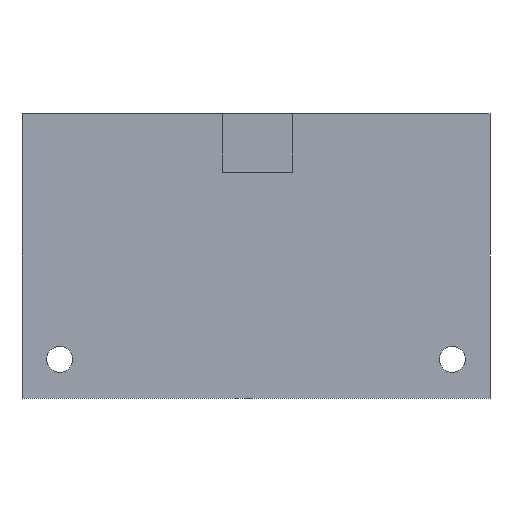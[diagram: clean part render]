
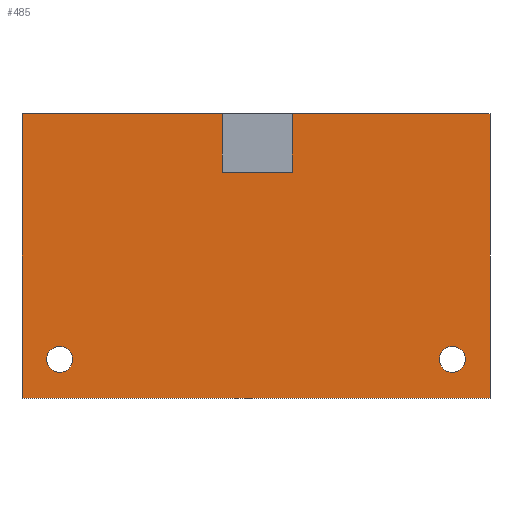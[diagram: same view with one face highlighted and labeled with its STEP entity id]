
A CAD part, front view. The second image highlights one B-rep face of the part: STEP entity #485.
In plain terms, the highlighted planar face has unit normal (0, -1, 0).
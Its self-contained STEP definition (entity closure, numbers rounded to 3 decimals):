
#16=FACE_BOUND('',#53,.T.);
#17=FACE_BOUND('',#54,.T.);
#20=CIRCLE('',#524,1.);
#21=CIRCLE('',#525,1.);
#28=FACE_OUTER_BOUND('',#52,.T.);
#52=EDGE_LOOP('',(#326,#327,#328,#329,#330,#331,#332,#333));
#53=EDGE_LOOP('',(#334));
#54=EDGE_LOOP('',(#335));
#76=LINE('',#671,#138);
#80=LINE('',#680,#142);
#84=LINE('',#687,#146);
#87=LINE('',#693,#149);
#88=LINE('',#695,#150);
#89=LINE('',#697,#151);
#90=LINE('',#699,#152);
#91=LINE('',#700,#153);
#138=VECTOR('',#551,10.);
#142=VECTOR('',#557,10.);
#146=VECTOR('',#563,10.);
#149=VECTOR('',#570,10.);
#150=VECTOR('',#571,10.);
#151=VECTOR('',#572,10.);
#152=VECTOR('',#573,10.);
#153=VECTOR('',#574,10.);
#200=VERTEX_POINT('',#669);
#201=VERTEX_POINT('',#670);
#204=VERTEX_POINT('',#678);
#205=VERTEX_POINT('',#679);
#208=VERTEX_POINT('',#692);
#209=VERTEX_POINT('',#694);
#210=VERTEX_POINT('',#696);
#211=VERTEX_POINT('',#698);
#212=VERTEX_POINT('',#701);
#213=VERTEX_POINT('',#703);
#244=EDGE_CURVE('',#200,#201,#76,.T.);
#248=EDGE_CURVE('',#204,#205,#80,.T.);
#252=EDGE_CURVE('',#205,#200,#84,.T.);
#255=EDGE_CURVE('',#208,#201,#87,.T.);
#256=EDGE_CURVE('',#209,#208,#88,.T.);
#257=EDGE_CURVE('',#210,#209,#89,.T.);
#258=EDGE_CURVE('',#211,#210,#90,.T.);
#259=EDGE_CURVE('',#204,#211,#91,.T.);
#260=EDGE_CURVE('',#212,#212,#20,.T.);
#261=EDGE_CURVE('',#213,#213,#21,.T.);
#326=ORIENTED_EDGE('',*,*,#248,.T.);
#327=ORIENTED_EDGE('',*,*,#252,.T.);
#328=ORIENTED_EDGE('',*,*,#244,.T.);
#329=ORIENTED_EDGE('',*,*,#255,.F.);
#330=ORIENTED_EDGE('',*,*,#256,.F.);
#331=ORIENTED_EDGE('',*,*,#257,.F.);
#332=ORIENTED_EDGE('',*,*,#258,.F.);
#333=ORIENTED_EDGE('',*,*,#259,.F.);
#334=ORIENTED_EDGE('',*,*,#260,.F.);
#335=ORIENTED_EDGE('',*,*,#261,.F.);
#446=PLANE('',#523);
#485=ADVANCED_FACE('',(#28,#16,#17),#446,.F.);
#523=AXIS2_PLACEMENT_3D('',#691,#568,#569);
#524=AXIS2_PLACEMENT_3D('',#702,#575,#576);
#525=AXIS2_PLACEMENT_3D('',#704,#577,#578);
#551=DIRECTION('',(0.,0.,1.));
#557=DIRECTION('',(0.,0.,-1.));
#563=DIRECTION('',(-1.,0.,0.));
#568=DIRECTION('center_axis',(0.,1.,0.));
#569=DIRECTION('ref_axis',(1.,0.,0.));
#570=DIRECTION('',(1.,0.,0.));
#571=DIRECTION('',(0.,0.,1.));
#572=DIRECTION('',(-1.,0.,0.));
#573=DIRECTION('',(0.,0.,-1.));
#574=DIRECTION('',(1.,0.,0.));
#575=DIRECTION('center_axis',(0.,-1.,0.));
#576=DIRECTION('ref_axis',(1.,0.,0.));
#577=DIRECTION('center_axis',(0.,-1.,0.));
#578=DIRECTION('ref_axis',(1.,0.,0.));
#669=CARTESIAN_POINT('',(-2.6,0.,6.45));
#670=CARTESIAN_POINT('',(-2.6,0.,10.95));
#671=CARTESIAN_POINT('',(-2.6,0.,5.475));
#678=CARTESIAN_POINT('',(2.8,0.,10.95));
#679=CARTESIAN_POINT('',(2.8,0.,6.45));
#680=CARTESIAN_POINT('',(2.8,0.,3.225));
#687=CARTESIAN_POINT('',(-1.3,0.,6.45));
#691=CARTESIAN_POINT('Origin',(0.,0.,0.));
#692=CARTESIAN_POINT('',(-18.,0.,10.95));
#693=CARTESIAN_POINT('',(-18.,0.,10.95));
#694=CARTESIAN_POINT('',(-18.,0.,-10.95));
#695=CARTESIAN_POINT('',(-18.,0.,-10.95));
#696=CARTESIAN_POINT('',(18.,0.,-10.95));
#697=CARTESIAN_POINT('',(18.,0.,-10.95));
#698=CARTESIAN_POINT('',(18.,0.,10.95));
#699=CARTESIAN_POINT('',(18.,0.,10.95));
#700=CARTESIAN_POINT('',(-18.,0.,10.95));
#701=CARTESIAN_POINT('',(14.1,0.,-7.95));
#702=CARTESIAN_POINT('Origin',(15.1,0.,-7.95));
#703=CARTESIAN_POINT('',(-16.1,0.,-7.95));
#704=CARTESIAN_POINT('Origin',(-15.1,0.,-7.95));
